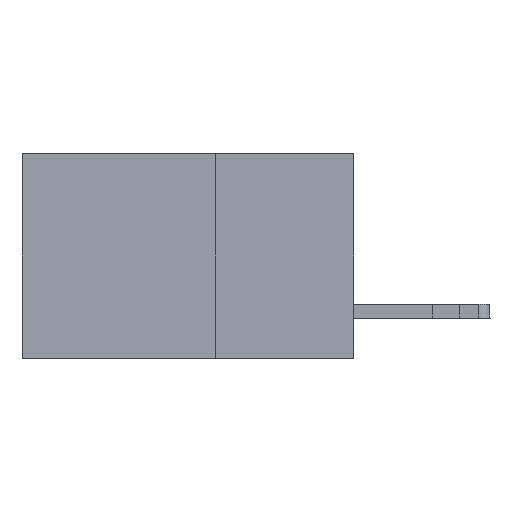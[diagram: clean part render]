
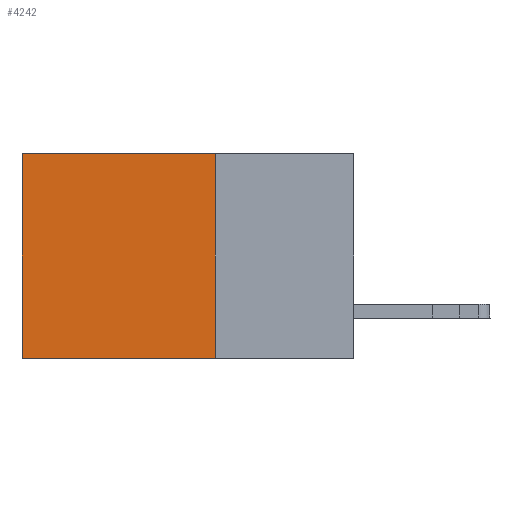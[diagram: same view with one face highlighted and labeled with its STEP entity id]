
A CAD part, left-side view. The second image highlights one B-rep face of the part: STEP entity #4242.
In plain terms, the highlighted planar face has unit normal (-1, 0, 0).
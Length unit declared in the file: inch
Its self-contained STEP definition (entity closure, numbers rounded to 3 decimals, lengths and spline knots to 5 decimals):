
#1169 = AXIS2_PLACEMENT_3D ( 'NONE', #4698, #4665, #4646 ) ;
#2505 = CARTESIAN_POINT ( 'NONE',  ( 0.2875, 0.25, 0. ) ) ;
#2701 = EDGE_CURVE ( 'NONE', #11205, #8726, #10540, .T. ) ;
#2984 = CARTESIAN_POINT ( 'NONE',  ( 0.2875, 0.6, 0. ) ) ;
#3176 = EDGE_CURVE ( 'NONE', #10919, #8726, #13463, .T. ) ;
#3372 = FACE_OUTER_BOUND ( 'NONE', #12195, .T. ) ;
#3628 = ORIENTED_EDGE ( 'NONE', *, *, #5042, .T. ) ;
#3765 = VECTOR ( 'NONE', #4746, 39.37008 ) ;
#3843 = CARTESIAN_POINT ( 'NONE',  ( 0.2875, 0.25, 0. ) ) ;
#4242 = ADVANCED_FACE ( 'NONE', ( #3372 ), #4701, .F. ) ;
#4646 = DIRECTION ( 'NONE',  ( 0., 0., -1. ) ) ;
#4665 = DIRECTION ( 'NONE',  ( 1., 0., 0. ) ) ;
#4698 = CARTESIAN_POINT ( 'NONE',  ( 0.2875, 0.25, 0. ) ) ;
#4701 = PLANE ( 'NONE',  #1169 ) ;
#4746 = DIRECTION ( 'NONE',  ( 0., 1., 0. ) ) ;
#5042 = EDGE_CURVE ( 'NONE', #12658, #11205, #7673, .T. ) ;
#5234 = DIRECTION ( 'NONE',  ( 0., 0., -1. ) ) ;
#5320 = CARTESIAN_POINT ( 'NONE',  ( 0.2875, 0.6, -0.37 ) ) ;
#5934 = CARTESIAN_POINT ( 'NONE',  ( 0.2875, 0.25, 0. ) ) ;
#6754 = VECTOR ( 'NONE', #15770, 39.37008 ) ;
#7163 = VECTOR ( 'NONE', #11678, 39.37008 ) ;
#7551 = EDGE_CURVE ( 'NONE', #12658, #10919, #15627, .T. ) ;
#7673 = LINE ( 'NONE', #3843, #3765 ) ;
#7908 = ORIENTED_EDGE ( 'NONE', *, *, #3176, .F. ) ;
#8726 = VERTEX_POINT ( 'NONE', #5320 ) ;
#10540 = LINE ( 'NONE', #12297, #7163 ) ;
#10919 = VERTEX_POINT ( 'NONE', #16412 ) ;
#11205 = VERTEX_POINT ( 'NONE', #2984 ) ;
#11678 = DIRECTION ( 'NONE',  ( 0., 0., -1. ) ) ;
#12195 = EDGE_LOOP ( 'NONE', ( #14749, #7908, #13878, #3628 ) ) ;
#12297 = CARTESIAN_POINT ( 'NONE',  ( 0.2875, 0.6, 0. ) ) ;
#12376 = VECTOR ( 'NONE', #5234, 39.37008 ) ;
#12658 = VERTEX_POINT ( 'NONE', #5934 ) ;
#13463 = LINE ( 'NONE', #15832, #6754 ) ;
#13878 = ORIENTED_EDGE ( 'NONE', *, *, #7551, .F. ) ;
#14749 = ORIENTED_EDGE ( 'NONE', *, *, #2701, .T. ) ;
#15627 = LINE ( 'NONE', #2505, #12376 ) ;
#15770 = DIRECTION ( 'NONE',  ( 0., 1., 0. ) ) ;
#15832 = CARTESIAN_POINT ( 'NONE',  ( 0.2875, 0.25, -0.37 ) ) ;
#16412 = CARTESIAN_POINT ( 'NONE',  ( 0.2875, 0.25, -0.37 ) ) ;
